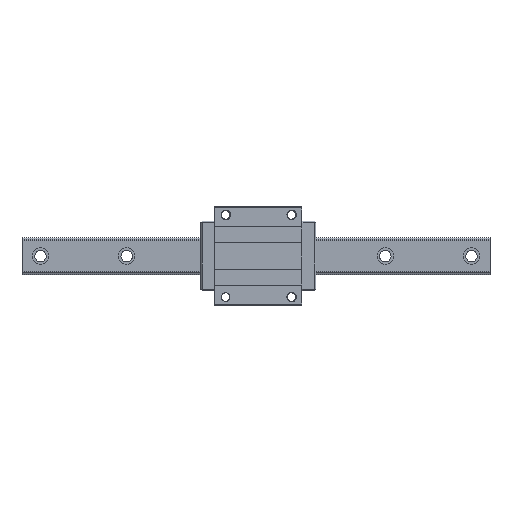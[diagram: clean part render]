
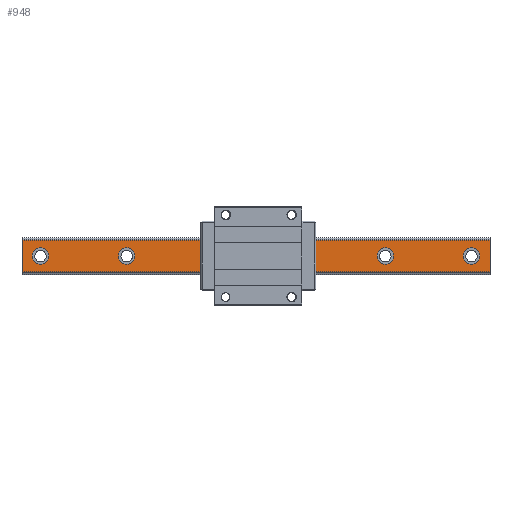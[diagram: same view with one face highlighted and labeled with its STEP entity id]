
A CAD part, top view. The second image highlights one B-rep face of the part: STEP entity #948.
In plain terms, the highlighted planar face has unit normal (0, 0, 1).
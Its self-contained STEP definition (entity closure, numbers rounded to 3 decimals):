
#123=FACE_BOUND('',#1553,.T.);
#124=FACE_BOUND('',#1554,.T.);
#125=FACE_BOUND('',#1555,.T.);
#126=FACE_BOUND('',#1556,.T.);
#127=FACE_BOUND('',#1557,.T.);
#128=FACE_BOUND('',#1558,.T.);
#129=FACE_BOUND('',#1559,.T.);
#363=LINE('',#6753,#660);
#364=LINE('',#6769,#661);
#365=LINE('',#6771,#662);
#366=LINE('',#6773,#663);
#660=VECTOR('',#5382,1.);
#661=VECTOR('',#5399,1.);
#662=VECTOR('',#5400,1.);
#663=VECTOR('',#5401,1.);
#948=ADVANCED_FACE('',(#123,#124,#125,#126,#127,#128,#129),#1191,.F.);
#1191=PLANE('',#4811);
#1553=EDGE_LOOP('',(#2179));
#1554=EDGE_LOOP('',(#2180));
#1555=EDGE_LOOP('',(#2181));
#1556=EDGE_LOOP('',(#2182));
#1557=EDGE_LOOP('',(#2183));
#1558=EDGE_LOOP('',(#2184));
#1559=EDGE_LOOP('',(#2185,#2186,#2187,#2188));
#1851=CIRCLE('',#4805,10.);
#1852=CIRCLE('',#4806,10.);
#1853=CIRCLE('',#4807,10.);
#1854=CIRCLE('',#4808,10.);
#1855=CIRCLE('',#4809,10.);
#1856=CIRCLE('',#4810,10.);
#2179=ORIENTED_EDGE('',*,*,#3984,.T.);
#2180=ORIENTED_EDGE('',*,*,#3985,.T.);
#2181=ORIENTED_EDGE('',*,*,#3986,.T.);
#2182=ORIENTED_EDGE('',*,*,#3987,.T.);
#2183=ORIENTED_EDGE('',*,*,#3988,.T.);
#2184=ORIENTED_EDGE('',*,*,#3989,.T.);
#2185=ORIENTED_EDGE('',*,*,#3990,.T.);
#2186=ORIENTED_EDGE('',*,*,#3991,.F.);
#2187=ORIENTED_EDGE('',*,*,#3992,.F.);
#2188=ORIENTED_EDGE('',*,*,#3982,.T.);
#3475=VERTEX_POINT('',#6752);
#3476=VERTEX_POINT('',#6754);
#3477=VERTEX_POINT('',#6758);
#3478=VERTEX_POINT('',#6760);
#3479=VERTEX_POINT('',#6762);
#3480=VERTEX_POINT('',#6764);
#3481=VERTEX_POINT('',#6766);
#3482=VERTEX_POINT('',#6768);
#3483=VERTEX_POINT('',#6770);
#3484=VERTEX_POINT('',#6772);
#3982=EDGE_CURVE('',#3476,#3475,#363,.T.);
#3984=EDGE_CURVE('',#3477,#3477,#1851,.T.);
#3985=EDGE_CURVE('',#3478,#3478,#1852,.T.);
#3986=EDGE_CURVE('',#3479,#3479,#1853,.T.);
#3987=EDGE_CURVE('',#3480,#3480,#1854,.T.);
#3988=EDGE_CURVE('',#3481,#3481,#1855,.T.);
#3989=EDGE_CURVE('',#3482,#3482,#1856,.T.);
#3990=EDGE_CURVE('',#3475,#3483,#364,.T.);
#3991=EDGE_CURVE('',#3484,#3483,#365,.T.);
#3992=EDGE_CURVE('',#3476,#3484,#366,.T.);
#4805=AXIS2_PLACEMENT_3D('',#6757,#5387,#5388);
#4806=AXIS2_PLACEMENT_3D('',#6759,#5389,#5390);
#4807=AXIS2_PLACEMENT_3D('',#6761,#5391,#5392);
#4808=AXIS2_PLACEMENT_3D('',#6763,#5393,#5394);
#4809=AXIS2_PLACEMENT_3D('',#6765,#5395,#5396);
#4810=AXIS2_PLACEMENT_3D('',#6767,#5397,#5398);
#4811=AXIS2_PLACEMENT_3D('',#6774,#5402,#5403);
#5382=DIRECTION('',(1.,0.,0.));
#5387=DIRECTION('',(0.,0.,-1.));
#5388=DIRECTION('',(-1.,0.,0.));
#5389=DIRECTION('',(0.,0.,-1.));
#5390=DIRECTION('',(-1.,0.,0.));
#5391=DIRECTION('',(0.,0.,-1.));
#5392=DIRECTION('',(-1.,0.,0.));
#5393=DIRECTION('',(0.,0.,-1.));
#5394=DIRECTION('',(-1.,0.,0.));
#5395=DIRECTION('',(0.,0.,-1.));
#5396=DIRECTION('',(-1.,0.,0.));
#5397=DIRECTION('',(0.,0.,-1.));
#5398=DIRECTION('',(-1.,0.,0.));
#5399=DIRECTION('',(0.,1.,0.));
#5400=DIRECTION('',(1.,0.,0.));
#5401=DIRECTION('',(0.,1.,0.));
#5402=DIRECTION('',(0.,0.,-1.));
#5403=DIRECTION('',(-1.,0.,0.));
#6752=CARTESIAN_POINT('',(384.994,-1540.036,32.));
#6753=CARTESIAN_POINT('',(-0.006,-1540.036,32.));
#6754=CARTESIAN_POINT('',(-185.006,-1540.036,32.));
#6757=CARTESIAN_POINT('',(362.494,-1520.846,32.));
#6758=CARTESIAN_POINT('',(352.494,-1520.846,32.));
#6759=CARTESIAN_POINT('',(257.494,-1520.846,32.));
#6760=CARTESIAN_POINT('',(247.494,-1520.846,32.));
#6761=CARTESIAN_POINT('',(152.494,-1520.846,32.));
#6762=CARTESIAN_POINT('',(142.494,-1520.846,32.));
#6763=CARTESIAN_POINT('',(47.494,-1520.846,32.));
#6764=CARTESIAN_POINT('',(37.494,-1520.846,32.));
#6765=CARTESIAN_POINT('',(-57.506,-1520.846,32.));
#6766=CARTESIAN_POINT('',(-67.506,-1520.846,32.));
#6767=CARTESIAN_POINT('',(-162.506,-1520.846,32.));
#6768=CARTESIAN_POINT('',(-172.506,-1520.846,32.));
#6769=CARTESIAN_POINT('',(384.994,-1540.036,32.));
#6770=CARTESIAN_POINT('',(384.994,-1501.656,32.));
#6771=CARTESIAN_POINT('',(-0.006,-1501.656,32.));
#6772=CARTESIAN_POINT('',(-185.006,-1501.656,32.));
#6773=CARTESIAN_POINT('',(-185.006,-1540.036,32.));
#6774=CARTESIAN_POINT('',(-0.006,-1540.036,32.));
